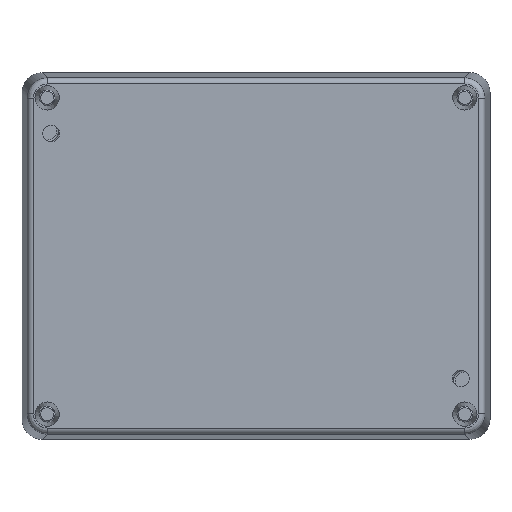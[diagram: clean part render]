
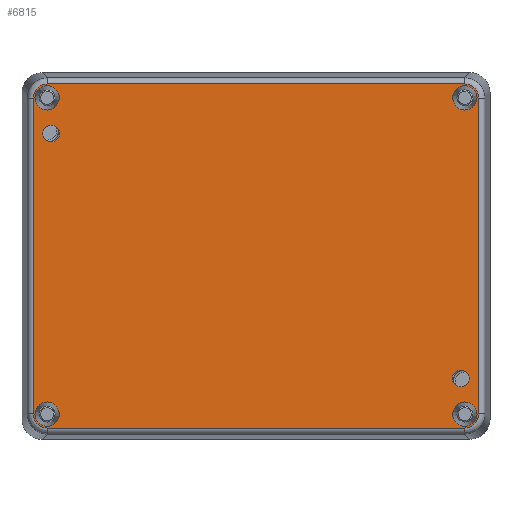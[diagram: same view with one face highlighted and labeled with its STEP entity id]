
A CAD part, front view. The second image highlights one B-rep face of the part: STEP entity #6815.
In plain terms, the highlighted planar face has unit normal (0, -1, 0).
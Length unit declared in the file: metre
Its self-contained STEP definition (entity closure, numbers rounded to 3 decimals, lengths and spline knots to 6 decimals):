
#6674=CARTESIAN_POINT('',(-0.0577,-0.0502,0.0452));
#6675=DIRECTION('',(0.0,1.0,0.0));
#6676=DIRECTION('',(0.0,0.0,1.0));
#6677=AXIS2_PLACEMENT_3D('',#6674,#6675,#6676);
#6678=PLANE('',#6677);
#6679=CARTESIAN_POINT('',(0.051425,-0.0502,0.042424));
#6680=VERTEX_POINT('',#6679);
#6681=CARTESIAN_POINT('',(-0.051425,-0.0502,0.042424));
#6682=VERTEX_POINT('',#6681);
#6683=CARTESIAN_POINT('',(-0.051425,-0.0502,0.042424));
#6684=DIRECTION('',(1.0,0.0,0.0));
#6685=VECTOR('',#6684,0.102851);
#6686=LINE('',#6683,#6685);
#6687=EDGE_CURVE('',#6680,#6682,#6686,.F.);
#6688=ORIENTED_EDGE('',*,*,#6687,.T.);
#6689=CARTESIAN_POINT('',(-0.054924,-0.0502,0.038925));
#6690=VERTEX_POINT('',#6689);
#6691=CARTESIAN_POINT('',(-0.051423,-0.0502,0.038923));
#6692=DIRECTION('',(0.0,1.0,0.0));
#6693=DIRECTION('',(-0.707,0.0,0.707));
#6694=AXIS2_PLACEMENT_3D('',#6691,#6692,#6693);
#6695=ELLIPSE('',#6694,0.003502,0.0035);
#6696=EDGE_CURVE('',#6682,#6690,#6695,.F.);
#6697=ORIENTED_EDGE('',*,*,#6696,.T.);
#6698=CARTESIAN_POINT('',(-0.054924,-0.0502,-0.038925));
#6699=VERTEX_POINT('',#6698);
#6700=CARTESIAN_POINT('',(-0.054924,-0.0502,-0.038925));
#6701=DIRECTION('',(0.0,0.0,1.0));
#6702=VECTOR('',#6701,0.077851);
#6703=LINE('',#6700,#6702);
#6704=EDGE_CURVE('',#6690,#6699,#6703,.F.);
#6705=ORIENTED_EDGE('',*,*,#6704,.T.);
#6706=CARTESIAN_POINT('',(-0.051425,-0.0502,-0.042424));
#6707=VERTEX_POINT('',#6706);
#6708=CARTESIAN_POINT('',(-0.051423,-0.0502,-0.038923));
#6709=DIRECTION('',(0.0,1.0,0.0));
#6710=DIRECTION('',(-0.707,0.0,-0.707));
#6711=AXIS2_PLACEMENT_3D('',#6708,#6709,#6710);
#6712=ELLIPSE('',#6711,0.003502,0.0035);
#6713=EDGE_CURVE('',#6699,#6707,#6712,.F.);
#6714=ORIENTED_EDGE('',*,*,#6713,.T.);
#6715=CARTESIAN_POINT('',(0.051425,-0.0502,-0.042424));
#6716=VERTEX_POINT('',#6715);
#6717=CARTESIAN_POINT('',(0.051425,-0.0502,-0.042424));
#6718=DIRECTION('',(-1.0,0.0,0.0));
#6719=VECTOR('',#6718,0.102851);
#6720=LINE('',#6717,#6719);
#6721=EDGE_CURVE('',#6707,#6716,#6720,.F.);
#6722=ORIENTED_EDGE('',*,*,#6721,.T.);
#6723=CARTESIAN_POINT('',(0.054924,-0.0502,-0.038925));
#6724=VERTEX_POINT('',#6723);
#6725=CARTESIAN_POINT('',(0.051423,-0.0502,-0.038923));
#6726=DIRECTION('',(0.0,1.0,0.0));
#6727=DIRECTION('',(0.707,0.0,-0.707));
#6728=AXIS2_PLACEMENT_3D('',#6725,#6726,#6727);
#6729=ELLIPSE('',#6728,0.003502,0.0035);
#6730=EDGE_CURVE('',#6716,#6724,#6729,.F.);
#6731=ORIENTED_EDGE('',*,*,#6730,.T.);
#6732=CARTESIAN_POINT('',(0.054924,-0.0502,0.038925));
#6733=VERTEX_POINT('',#6732);
#6734=CARTESIAN_POINT('',(0.054924,-0.0502,0.038925));
#6735=DIRECTION('',(0.0,0.0,-1.0));
#6736=VECTOR('',#6735,0.077851);
#6737=LINE('',#6734,#6736);
#6738=EDGE_CURVE('',#6724,#6733,#6737,.F.);
#6739=ORIENTED_EDGE('',*,*,#6738,.T.);
#6740=CARTESIAN_POINT('',(0.051423,-0.0502,0.038923));
#6741=DIRECTION('',(0.0,1.0,0.0));
#6742=DIRECTION('',(0.707,0.0,0.707));
#6743=AXIS2_PLACEMENT_3D('',#6740,#6741,#6742);
#6744=ELLIPSE('',#6743,0.003502,0.0035);
#6745=EDGE_CURVE('',#6733,#6680,#6744,.F.);
#6746=ORIENTED_EDGE('',*,*,#6745,.T.);
#6747=EDGE_LOOP('',(#6688,#6697,#6705,#6714,#6722,#6731,#6739,#6746));
#6748=FACE_OUTER_BOUND('',#6747,.T.);
#6749=CARTESIAN_POINT('',(0.0515,-0.0502,-0.042));
#6750=VERTEX_POINT('',#6749);
#6751=CARTESIAN_POINT('',(0.0515,-0.0502,-0.039));
#6752=DIRECTION('',(0.0,-1.0,0.0));
#6753=DIRECTION('',(0.0,0.0,-1.0));
#6754=AXIS2_PLACEMENT_3D('',#6751,#6752,#6753);
#6755=CIRCLE('',#6754,0.003);
#6756=EDGE_CURVE('',#6750,#6750,#6755,.T.);
#6757=ORIENTED_EDGE('',*,*,#6756,.F.);
#6758=EDGE_LOOP('',(#6757));
#6759=FACE_BOUND('',#6758,.T.);
#6760=CARTESIAN_POINT('',(0.0515,-0.0502,0.036));
#6761=VERTEX_POINT('',#6760);
#6762=CARTESIAN_POINT('',(0.0515,-0.0502,0.039));
#6763=DIRECTION('',(0.0,-1.0,0.0));
#6764=DIRECTION('',(0.0,0.0,-1.0));
#6765=AXIS2_PLACEMENT_3D('',#6762,#6763,#6764);
#6766=CIRCLE('',#6765,0.003);
#6767=EDGE_CURVE('',#6761,#6761,#6766,.T.);
#6768=ORIENTED_EDGE('',*,*,#6767,.F.);
#6769=EDGE_LOOP('',(#6768));
#6770=FACE_BOUND('',#6769,.T.);
#6771=CARTESIAN_POINT('',(-0.0515,-0.0502,-0.042));
#6772=VERTEX_POINT('',#6771);
#6773=CARTESIAN_POINT('',(-0.0515,-0.0502,-0.039));
#6774=DIRECTION('',(0.0,-1.0,0.0));
#6775=DIRECTION('',(0.0,0.0,-1.0));
#6776=AXIS2_PLACEMENT_3D('',#6773,#6774,#6775);
#6777=CIRCLE('',#6776,0.003);
#6778=EDGE_CURVE('',#6772,#6772,#6777,.T.);
#6779=ORIENTED_EDGE('',*,*,#6778,.F.);
#6780=EDGE_LOOP('',(#6779));
#6781=FACE_BOUND('',#6780,.T.);
#6782=CARTESIAN_POINT('',(-0.0515,-0.0502,0.036));
#6783=VERTEX_POINT('',#6782);
#6784=CARTESIAN_POINT('',(-0.0515,-0.0502,0.039));
#6785=DIRECTION('',(0.0,-1.0,0.0));
#6786=DIRECTION('',(0.0,0.0,-1.0));
#6787=AXIS2_PLACEMENT_3D('',#6784,#6785,#6786);
#6788=CIRCLE('',#6787,0.003);
#6789=EDGE_CURVE('',#6783,#6783,#6788,.T.);
#6790=ORIENTED_EDGE('',*,*,#6789,.F.);
#6791=EDGE_LOOP('',(#6790));
#6792=FACE_BOUND('',#6791,.T.);
#6793=CARTESIAN_POINT('',(0.0505,-0.0502,-0.028128));
#6794=VERTEX_POINT('',#6793);
#6795=CARTESIAN_POINT('',(0.0505,-0.0502,-0.0302));
#6796=DIRECTION('',(0.0,1.0,0.0));
#6797=DIRECTION('',(0.0,0.0,1.0));
#6798=AXIS2_PLACEMENT_3D('',#6795,#6796,#6797);
#6799=CIRCLE('',#6798,0.002072);
#6800=EDGE_CURVE('',#6794,#6794,#6799,.T.);
#6801=ORIENTED_EDGE('',*,*,#6800,.T.);
#6802=EDGE_LOOP('',(#6801));
#6803=FACE_BOUND('',#6802,.T.);
#6804=CARTESIAN_POINT('',(-0.0505,-0.0502,0.032272));
#6805=VERTEX_POINT('',#6804);
#6806=CARTESIAN_POINT('',(-0.0505,-0.0502,0.0302));
#6807=DIRECTION('',(0.0,1.0,0.0));
#6808=DIRECTION('',(0.0,0.0,1.0));
#6809=AXIS2_PLACEMENT_3D('',#6806,#6807,#6808);
#6810=CIRCLE('',#6809,0.002072);
#6811=EDGE_CURVE('',#6805,#6805,#6810,.T.);
#6812=ORIENTED_EDGE('',*,*,#6811,.T.);
#6813=EDGE_LOOP('',(#6812));
#6814=FACE_BOUND('',#6813,.T.);
#6815=ADVANCED_FACE('',(#6748,#6759,#6770,#6781,#6792,#6803,#6814),#6678,.F.);
